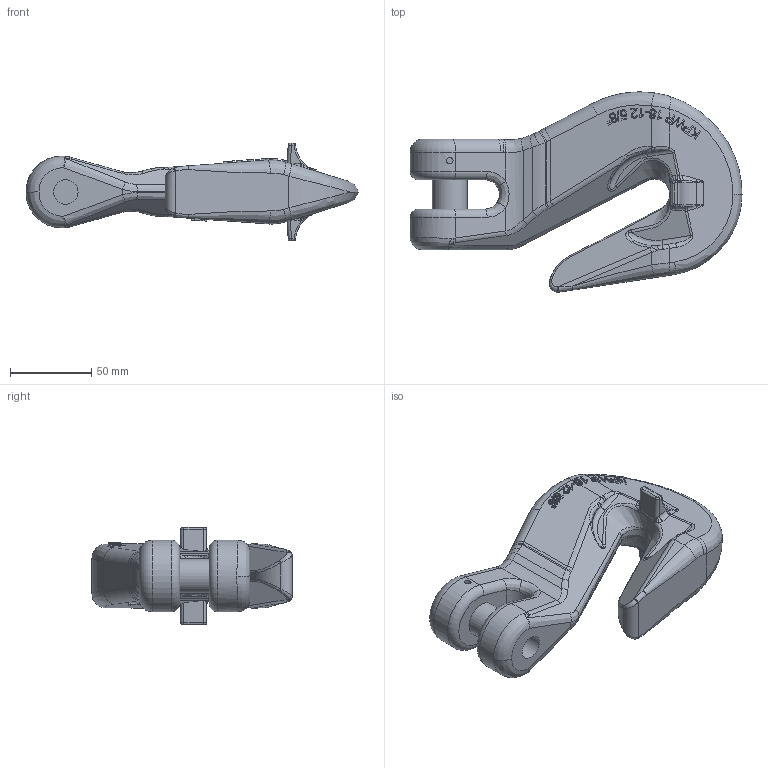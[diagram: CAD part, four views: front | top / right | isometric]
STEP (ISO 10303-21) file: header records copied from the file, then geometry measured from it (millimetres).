
FILE_DESCRIPTION(/* description */ (''),/* implementation_level */ '2;1');
FILE_NAME(/* name */ 'KPWP_16.stp',/* time_stamp */ '2022-06-02T18:30:14+02:00',/* author */ (''),/* organization */ (''),/* preprocessor_version */ 'ST-DEVELOPER v16',/* originating_system */ 'SIEMENS PLM Software NX 11.0',/* authorisation */ '');
FILE_SCHEMA (('AUTOMOTIVE_DESIGN { 1 0 10303 214 3 1 1 1 }'));
Length unit declared in the file: millimetre
Products named in the file (1): baf615CB0B0ukr3
Bounding box: 203.91 x 123 x 60 mm (x, y, z)
Volume: 422010.5 mm3; surface area: 57600.3 mm2
Topology: 3 solids, 3 shells, 567 faces, 1416 edges, 882 vertices
Faces by surface type: plane 176, bspline 164, extrusion 135, cylinder 80, torus 11, cone 1
Full cylindrical faces by diameter (mm): 4 x3, 15 x1, 21.4 x3
Entity records: 24507 total; most frequent: CARTESIAN_POINT 12629, ORIENTED_EDGE 2788, DIRECTION 1804, EDGE_CURVE 1394, VERTEX_POINT 877, VECTOR 692, B_SPLINE_CURVE_WITH_KNOTS 657, EDGE_LOOP 619
